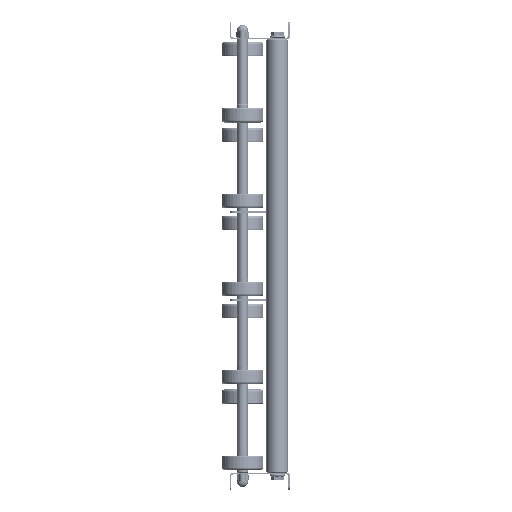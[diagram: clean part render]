
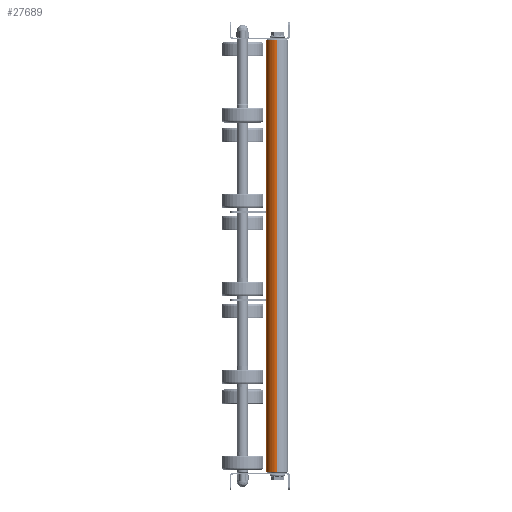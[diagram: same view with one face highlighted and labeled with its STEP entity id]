
A CAD part, left-side view. The second image highlights one B-rep face of the part: STEP entity #27689.
In plain terms, the highlighted cylindrical face has radius 12.5 mm (diameter 25 mm), a partial arc.
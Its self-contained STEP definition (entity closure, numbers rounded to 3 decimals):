
#57 = CIRCLE ( 'NONE', #21714, 12.5 ) ;
#424 = ORIENTED_EDGE ( 'NONE', *, *, #18086, .T. ) ;
#647 = DIRECTION ( 'NONE',  ( -1., 0., 0. ) ) ;
#4232 = DIRECTION ( 'NONE',  ( 1., 0., 0. ) ) ;
#4414 = CIRCLE ( 'NONE', #37201, 12.5 ) ;
#4561 = LINE ( 'NONE', #25266, #28788 ) ;
#6658 = LINE ( 'NONE', #30265, #12596 ) ;
#10807 = DIRECTION ( 'NONE',  ( 0., 0., -1. ) ) ;
#11733 = DIRECTION ( 'NONE',  ( 0., 0., -1. ) ) ;
#12596 = VECTOR ( 'NONE', #647, 1000. ) ;
#15292 = EDGE_CURVE ( 'NONE', #16943, #25261, #4414, .T. ) ;
#16070 = CARTESIAN_POINT ( 'NONE',  ( 1., 0., -12.5 ) ) ;
#16943 = VERTEX_POINT ( 'NONE', #22867 ) ;
#17458 = DIRECTION ( 'NONE',  ( 0., 0., 1. ) ) ;
#18086 = EDGE_CURVE ( 'NONE', #25261, #30383, #6658, .T. ) ;
#18739 = EDGE_LOOP ( 'NONE', ( #32209, #424, #23689, #21467 ) ) ;
#21467 = ORIENTED_EDGE ( 'NONE', *, *, #30856, .F. ) ;
#21714 = AXIS2_PLACEMENT_3D ( 'NONE', #27850, #4232, #10807 ) ;
#22867 = CARTESIAN_POINT ( 'NONE',  ( 499., 0., 12.5 ) ) ;
#23434 = DIRECTION ( 'NONE',  ( -1., 0., 0. ) ) ;
#23689 = ORIENTED_EDGE ( 'NONE', *, *, #26798, .T. ) ;
#23814 = FACE_OUTER_BOUND ( 'NONE', #18739, .T. ) ;
#24988 = CARTESIAN_POINT ( 'NONE',  ( 499., 0., -12.5 ) ) ;
#25261 = VERTEX_POINT ( 'NONE', #24988 ) ;
#25266 = CARTESIAN_POINT ( 'NONE',  ( 500., 0., 12.5 ) ) ;
#26032 = DIRECTION ( 'NONE',  ( -1., 0., 0. ) ) ;
#26498 = CYLINDRICAL_SURFACE ( 'NONE', #37848, 12.5 ) ;
#26798 = EDGE_CURVE ( 'NONE', #30383, #31531, #57, .T. ) ;
#27689 = ADVANCED_FACE ( 'NONE', ( #23814 ), #26498, .T. ) ;
#27850 = CARTESIAN_POINT ( 'NONE',  ( 1., 0., 0. ) ) ;
#28788 = VECTOR ( 'NONE', #36710, 1000. ) ;
#29435 = CARTESIAN_POINT ( 'NONE',  ( 500., 0., 0. ) ) ;
#30265 = CARTESIAN_POINT ( 'NONE',  ( 500., 0., -12.5 ) ) ;
#30383 = VERTEX_POINT ( 'NONE', #16070 ) ;
#30856 = EDGE_CURVE ( 'NONE', #16943, #31531, #4561, .T. ) ;
#31531 = VERTEX_POINT ( 'NONE', #33325 ) ;
#32209 = ORIENTED_EDGE ( 'NONE', *, *, #15292, .T. ) ;
#33325 = CARTESIAN_POINT ( 'NONE',  ( 1., 0., 12.5 ) ) ;
#36710 = DIRECTION ( 'NONE',  ( -1., 0., 0. ) ) ;
#37201 = AXIS2_PLACEMENT_3D ( 'NONE', #38251, #26032, #11733 ) ;
#37848 = AXIS2_PLACEMENT_3D ( 'NONE', #29435, #23434, #17458 ) ;
#38251 = CARTESIAN_POINT ( 'NONE',  ( 499., 0., 0. ) ) ;
